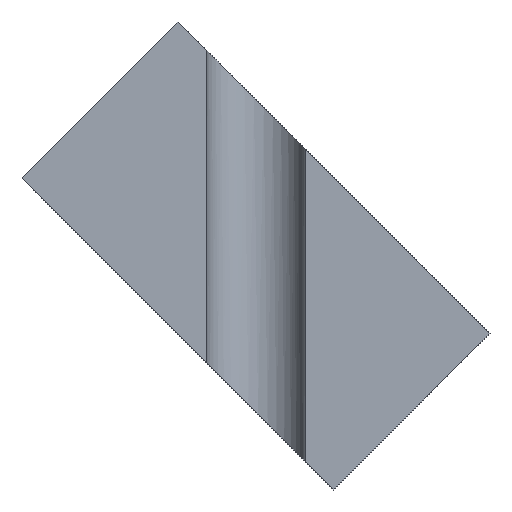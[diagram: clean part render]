
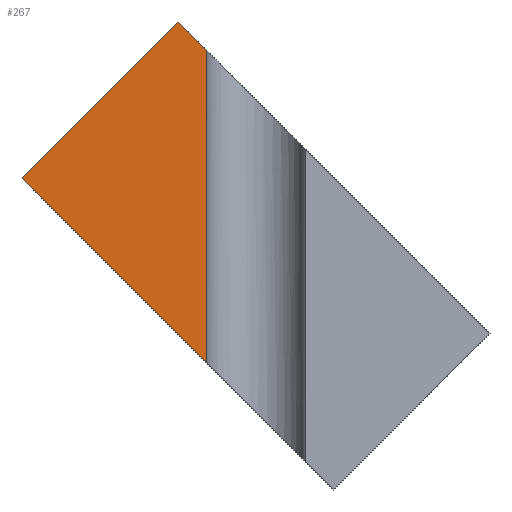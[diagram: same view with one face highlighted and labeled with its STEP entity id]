
A CAD part, front view. The second image highlights one B-rep face of the part: STEP entity #267.
In plain terms, the highlighted planar face has unit normal (0, -1, 0).
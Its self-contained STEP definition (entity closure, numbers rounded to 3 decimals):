
#14 = ORIENTED_EDGE ( 'NONE', *, *, #165, .F. ) ;
#19 = CARTESIAN_POINT ( 'NONE',  ( -6.35, 0., -30. ) ) ;
#21 = AXIS2_PLACEMENT_3D ( 'NONE', #143, #213, #166 ) ;
#48 = EDGE_CURVE ( 'NONE', #123, #127, #59, .T. ) ;
#53 = CARTESIAN_POINT ( 'NONE',  ( -10., 0., 30. ) ) ;
#59 = LINE ( 'NONE', #202, #182 ) ;
#72 = CARTESIAN_POINT ( 'NONE',  ( -6.35, 0., -13.65 ) ) ;
#76 = VECTOR ( 'NONE', #194, 1000. ) ;
#80 = VECTOR ( 'NONE', #203, 1000. ) ;
#96 = EDGE_CURVE ( 'NONE', #123, #144, #181, .T. ) ;
#123 = VERTEX_POINT ( 'NONE', #72 ) ;
#127 = VERTEX_POINT ( 'NONE', #251 ) ;
#133 = EDGE_LOOP ( 'NONE', ( #172, #237, #148, #14 ) ) ;
#142 = LINE ( 'NONE', #192, #76 ) ;
#143 = CARTESIAN_POINT ( 'NONE',  ( 0., 0., 0. ) ) ;
#144 = VERTEX_POINT ( 'NONE', #228 ) ;
#148 = ORIENTED_EDGE ( 'NONE', *, *, #230, .F. ) ;
#164 = FACE_OUTER_BOUND ( 'NONE', #133, .T. ) ;
#165 = EDGE_CURVE ( 'NONE', #127, #292, #142, .T. ) ;
#166 = DIRECTION ( 'NONE',  ( 0., 0., 1. ) ) ;
#168 = PLANE ( 'NONE',  #21 ) ;
#172 = ORIENTED_EDGE ( 'NONE', *, *, #48, .F. ) ;
#181 = LINE ( 'NONE', #19, #80 ) ;
#182 = VECTOR ( 'NONE', #295, 1000. ) ;
#191 = LINE ( 'NONE', #216, #293 ) ;
#192 = CARTESIAN_POINT ( 'NONE',  ( -30., 0., 10. ) ) ;
#194 = DIRECTION ( 'NONE',  ( 0.707, 0., 0.707 ) ) ;
#202 = CARTESIAN_POINT ( 'NONE',  ( -10., 0., -10. ) ) ;
#203 = DIRECTION ( 'NONE',  ( 0., 0., 1. ) ) ;
#213 = DIRECTION ( 'NONE',  ( 0., 1., 0. ) ) ;
#216 = CARTESIAN_POINT ( 'NONE',  ( 10., 0., 10. ) ) ;
#228 = CARTESIAN_POINT ( 'NONE',  ( -6.35, 0., 26.35 ) ) ;
#230 = EDGE_CURVE ( 'NONE', #292, #144, #191, .T. ) ;
#237 = ORIENTED_EDGE ( 'NONE', *, *, #96, .T. ) ;
#251 = CARTESIAN_POINT ( 'NONE',  ( -30., 0., 10. ) ) ;
#259 = DIRECTION ( 'NONE',  ( 0.707, 0., -0.707 ) ) ;
#267 = ADVANCED_FACE ( 'NONE', ( #164 ), #168, .F. ) ;
#292 = VERTEX_POINT ( 'NONE', #53 ) ;
#293 = VECTOR ( 'NONE', #259, 1000. ) ;
#295 = DIRECTION ( 'NONE',  ( -0.707, 0., 0.707 ) ) ;
